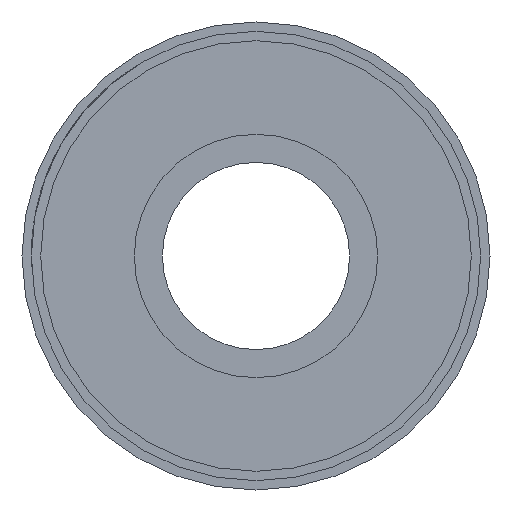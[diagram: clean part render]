
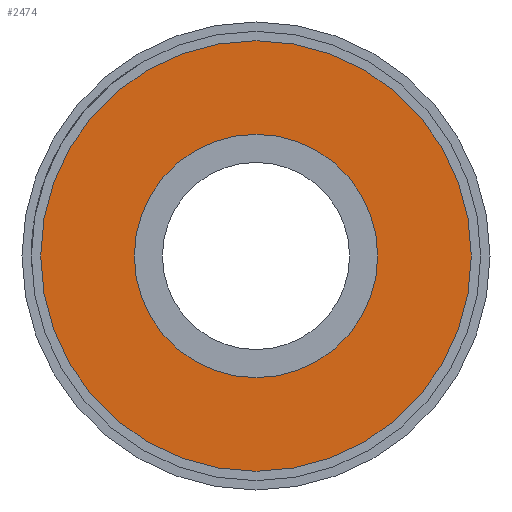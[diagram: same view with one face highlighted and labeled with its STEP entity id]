
A CAD part, left-side view. The second image highlights one B-rep face of the part: STEP entity #2474.
In plain terms, the highlighted planar face has unit normal (-1, 0, 0).
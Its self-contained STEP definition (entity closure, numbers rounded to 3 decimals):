
#33 = CARTESIAN_POINT ( 'NONE',  ( 0., 0., -6.5 ) ) ;
#372 = CIRCLE ( 'NONE', #6139, 11.5 ) ;
#563 = CARTESIAN_POINT ( 'NONE',  ( 0., 0., 0. ) ) ;
#726 = VERTEX_POINT ( 'NONE', #33 ) ;
#845 = CARTESIAN_POINT ( 'NONE',  ( 0., 0., 0. ) ) ;
#986 = DIRECTION ( 'NONE',  ( -1., 0., 0. ) ) ;
#1027 = VERTEX_POINT ( 'NONE', #6367 ) ;
#1045 = DIRECTION ( 'NONE',  ( -1., 0., 0. ) ) ;
#1074 = DIRECTION ( 'NONE',  ( -1., 0., 0. ) ) ;
#1105 = DIRECTION ( 'NONE',  ( 0., 0., 1. ) ) ;
#1295 = CARTESIAN_POINT ( 'NONE',  ( 0., 0., 0. ) ) ;
#1563 = EDGE_CURVE ( 'NONE', #726, #2246, #3605, .T. ) ;
#1824 = CARTESIAN_POINT ( 'NONE',  ( 0., 0., -11.5 ) ) ;
#1902 = DIRECTION ( 'NONE',  ( -1., 0., 0. ) ) ;
#1984 = AXIS2_PLACEMENT_3D ( 'NONE', #3359, #1045, #5835 ) ;
#2236 = CIRCLE ( 'NONE', #1984, 6.5 ) ;
#2246 = VERTEX_POINT ( 'NONE', #3310 ) ;
#2287 = FACE_BOUND ( 'NONE', #2420, .T. ) ;
#2420 = EDGE_LOOP ( 'NONE', ( #6169, #4482 ) ) ;
#2474 = ADVANCED_FACE ( 'NONE', ( #2287, #2590 ), #6678, .F. ) ;
#2590 = FACE_OUTER_BOUND ( 'NONE', #6229, .T. ) ;
#2818 = EDGE_CURVE ( 'NONE', #2246, #726, #2236, .T. ) ;
#3310 = CARTESIAN_POINT ( 'NONE',  ( 0., 0., 6.5 ) ) ;
#3359 = CARTESIAN_POINT ( 'NONE',  ( 0., 0., 0. ) ) ;
#3605 = CIRCLE ( 'NONE', #4741, 6.5 ) ;
#3688 = DIRECTION ( 'NONE',  ( 0., 0., -1. ) ) ;
#3714 = VERTEX_POINT ( 'NONE', #1824 ) ;
#4482 = ORIENTED_EDGE ( 'NONE', *, *, #1563, .F. ) ;
#4741 = AXIS2_PLACEMENT_3D ( 'NONE', #845, #1902, #7359 ) ;
#4766 = CIRCLE ( 'NONE', #7648, 11.5 ) ;
#4927 = EDGE_CURVE ( 'NONE', #1027, #3714, #372, .T. ) ;
#4987 = AXIS2_PLACEMENT_3D ( 'NONE', #1295, #5541, #3688 ) ;
#5541 = DIRECTION ( 'NONE',  ( 1., 0., 0. ) ) ;
#5835 = DIRECTION ( 'NONE',  ( 0., 0., 1. ) ) ;
#6043 = EDGE_CURVE ( 'NONE', #3714, #1027, #4766, .T. ) ;
#6139 = AXIS2_PLACEMENT_3D ( 'NONE', #563, #1074, #7673 ) ;
#6169 = ORIENTED_EDGE ( 'NONE', *, *, #2818, .F. ) ;
#6179 = ORIENTED_EDGE ( 'NONE', *, *, #4927, .T. ) ;
#6229 = EDGE_LOOP ( 'NONE', ( #6179, #7581 ) ) ;
#6367 = CARTESIAN_POINT ( 'NONE',  ( 0., 0., 11.5 ) ) ;
#6678 = PLANE ( 'NONE',  #4987 ) ;
#7359 = DIRECTION ( 'NONE',  ( 0., 0., 1. ) ) ;
#7581 = ORIENTED_EDGE ( 'NONE', *, *, #6043, .T. ) ;
#7582 = CARTESIAN_POINT ( 'NONE',  ( 0., 0., 0. ) ) ;
#7648 = AXIS2_PLACEMENT_3D ( 'NONE', #7582, #986, #1105 ) ;
#7673 = DIRECTION ( 'NONE',  ( 0., 0., 1. ) ) ;
